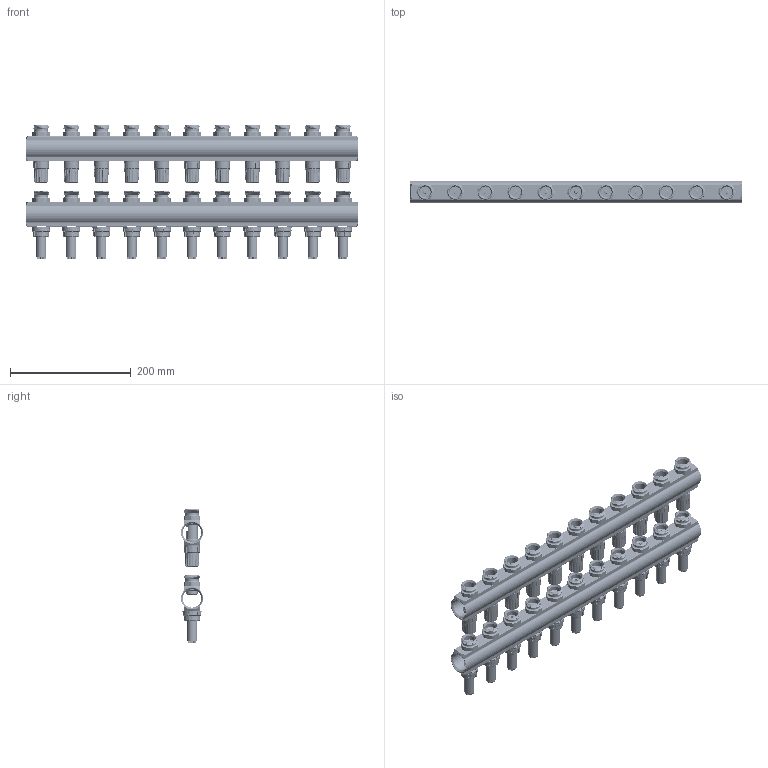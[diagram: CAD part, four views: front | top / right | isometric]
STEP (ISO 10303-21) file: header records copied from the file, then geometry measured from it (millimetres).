
FILE_DESCRIPTION((''),'2;1');
FILE_NAME('088U0531_ASM','2023-05-19T13:46:10',('U258971'),(''),'CREO PARAMETRIC BY PTC INC, 2020342','CREO PARAMETRIC BY PTC INC, 2020342','');
FILE_SCHEMA(('CONFIG_CONTROL_DESIGN'));
Length unit declared in the file: millimetre
Products named in the file (14): 088U7309-11LOOPS_2; 088U7308-11LOOPS_2; 013G1380_AF0_5; 013G0295___AF0_ASM_5_ASM; 013G0200__AF0_ASM_5_ASM; 013G0376-FOR-MANIFOLD_ASM_5_ASM; 088U7312_5; 013G0951_5; FM-B-05_5; FLOWMETERASSY_ASM_5_ASM; 088U7313_5; FM-A-08_5; 088U7302-11LOOPS_ASM_1_ASM; 088U0531_ASM
Assembly tree (73 placements, depth 4):
  088U0531_ASM
    088U7302-11LOOPS_ASM_1_ASM
      088U7309-11LOOPS_2
      088U7308-11LOOPS_2
      013G0376-FOR-MANIFOLD_ASM_5_ASM  x11
        013G1380_AF0_5
        013G0295___AF0_ASM_5_ASM
        013G0200__AF0_ASM_5_ASM
      088U7312_5  x11
      013G0951_5  x11
      FLOWMETERASSY_ASM_5_ASM  x11
        FM-B-05_5
      088U7313_5  x11
      FM-A-08_5  x11
Bounding box: 550 x 36.55 x 220.7 mm (x, y, z)
Volume: 793299.9 mm3; surface area: 637079.5 mm2
Topology: 68 solids, 129 shells, 16101 faces, 46867 edges, 31011 vertices
Faces by surface type: plane 6142, cylinder 4640, bspline 2288, cone 1820, torus 749, extrusion 308, sphere 154
Entity records: 86244 total; most frequent: CARTESIAN_POINT 33234, ORIENTED_EDGE 11704, DIRECTION 10094, EDGE_CURVE 5963, VERTEX_POINT 3921, AXIS2_PLACEMENT_3D 3914, VECTOR 2266, EDGE_LOOP 2239
